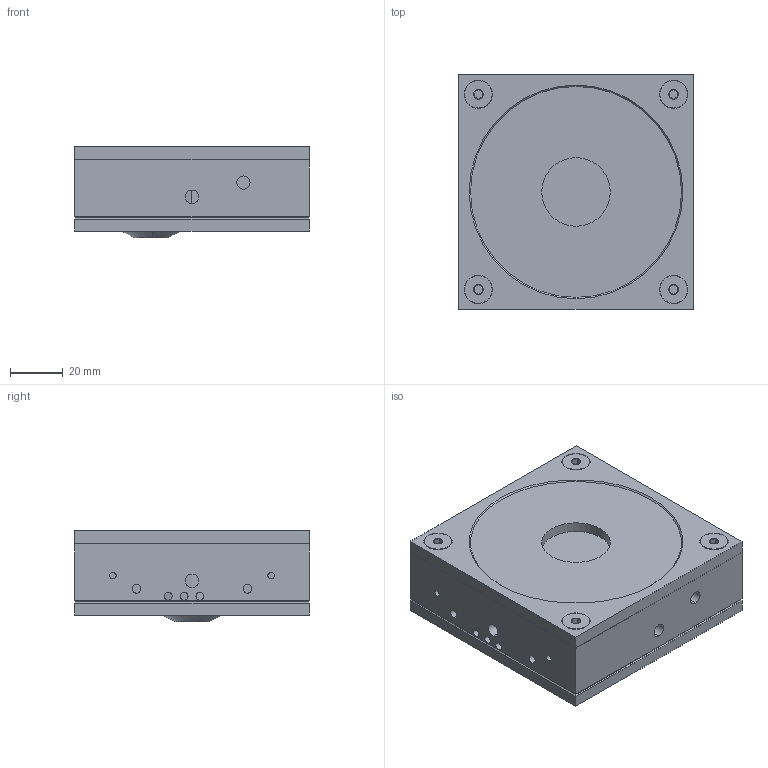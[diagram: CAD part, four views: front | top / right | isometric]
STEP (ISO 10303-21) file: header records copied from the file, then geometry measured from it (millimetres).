
FILE_DESCRIPTION (( 'STEP AP214' ), '1' );
FILE_NAME ('SK-9662 UP19K-40S-H9.STEP', '2017-12-05T20:06:13', ( '' ), ( '' ), 'SwSTEP 2.0', 'SolidWorks 2016', '' );
FILE_SCHEMA (( 'AUTOMOTIVE_DESIGN' ));
Length unit declared in the file: millimetre
Products named in the file (1): SK-9662 UP19K-40S-H9
Bounding box: 89 x 89 x 34.66 mm (x, y, z)
Surface area: 58499.9 mm2
Topology: 6 solids, 7 shells, 835 faces, 2260 edges, 1470 vertices
Faces by surface type: cylinder 640, plane 89, cone 88, torus 10, bspline 8
Entity records: 51540 total; most frequent: CARTESIAN_POINT 24714, ORIENTED_EDGE 4520, DIRECTION 3004, EDGE_CURVE 2260, VERTEX_POINT 1470, AXIS2_PLACEMENT_3D 1108, EDGE_LOOP 882, FACE_OUTER_BOUND 835
